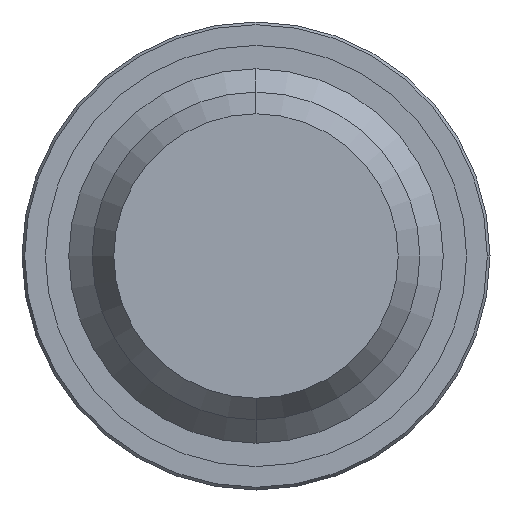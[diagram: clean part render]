
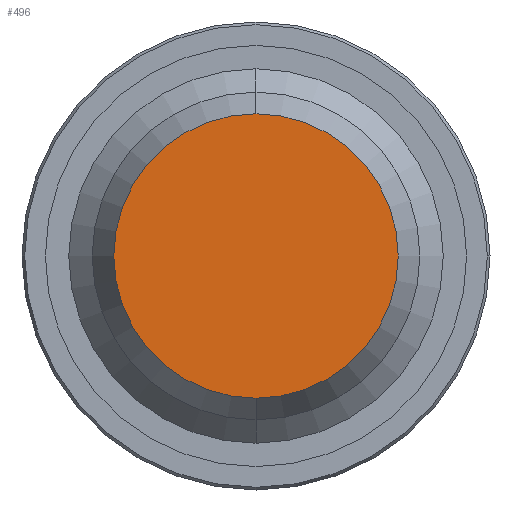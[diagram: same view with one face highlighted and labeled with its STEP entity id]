
A CAD part, front view. The second image highlights one B-rep face of the part: STEP entity #496.
In plain terms, the highlighted planar face has unit normal (0, -1, 0).
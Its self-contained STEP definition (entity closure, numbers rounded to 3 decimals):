
#93 = FACE_OUTER_BOUND ( 'NONE', #664, .T. ) ;
#106 = DIRECTION ( 'NONE',  ( 0., -1., 0. ) ) ;
#119 = CARTESIAN_POINT ( 'NONE',  ( 0., -16., 3.038 ) ) ;
#203 = CARTESIAN_POINT ( 'NONE',  ( 0., -16., -3.038 ) ) ;
#228 = VERTEX_POINT ( 'NONE', #119 ) ;
#337 = CARTESIAN_POINT ( 'NONE',  ( 0., -16., 0. ) ) ;
#496 = ADVANCED_FACE ( 'Defeature ausgef�hrt3_0', ( #93 ), #1512, .T. ) ;
#535 = CARTESIAN_POINT ( 'NONE',  ( 0., -16., 0. ) ) ;
#544 = EDGE_CURVE ( 'Defeature ausgef�hrt3_0+Defeature ausgef�hrt3_1+Defeature ausgef�hrt3_1+Defeature ausgef�hrt3_1', #1432, #228, #704, .T. ) ;
#650 = AXIS2_PLACEMENT_3D ( 'NONE', #535, #672, #668 ) ;
#664 = EDGE_LOOP ( 'NONE', ( #1299, #1169 ) ) ;
#668 = DIRECTION ( 'NONE',  ( 0., 0., -1. ) ) ;
#672 = DIRECTION ( 'NONE',  ( 0., -1., 0. ) ) ;
#704 = CIRCLE ( 'NONE', #1243, 3.038 ) ;
#768 = AXIS2_PLACEMENT_3D ( 'NONE', #1087, #106, #1069 ) ;
#1069 = DIRECTION ( 'NONE',  ( 0., 0., -1. ) ) ;
#1087 = CARTESIAN_POINT ( 'NONE',  ( 0., -16., 0. ) ) ;
#1169 = ORIENTED_EDGE ( 'NONE', *, *, #544, .T. ) ;
#1195 = CIRCLE ( 'NONE', #768, 3.038 ) ;
#1199 = DIRECTION ( 'NONE',  ( 0., -1., 0. ) ) ;
#1243 = AXIS2_PLACEMENT_3D ( 'NONE', #337, #1199, #1417 ) ;
#1299 = ORIENTED_EDGE ( 'NONE', *, *, #1474, .T. ) ;
#1417 = DIRECTION ( 'NONE',  ( 0., 0., -1. ) ) ;
#1432 = VERTEX_POINT ( 'NONE', #203 ) ;
#1474 = EDGE_CURVE ( 'Defeature ausgef�hrt3_0+Defeature ausgef�hrt3_1+Defeature ausgef�hrt3_1+Defeature ausgef�hrt3_1', #228, #1432, #1195, .T. ) ;
#1512 = PLANE ( 'NONE',  #650 ) ;
